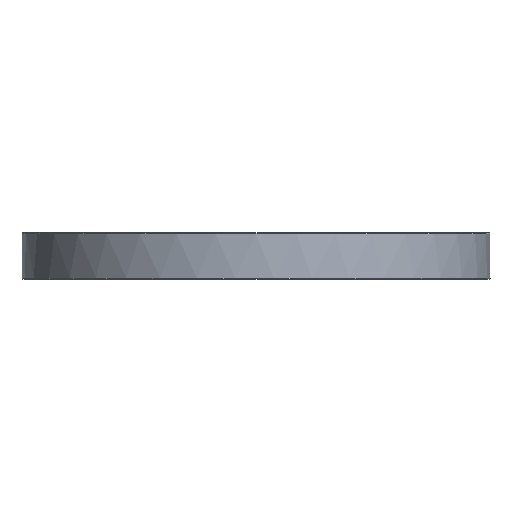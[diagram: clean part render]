
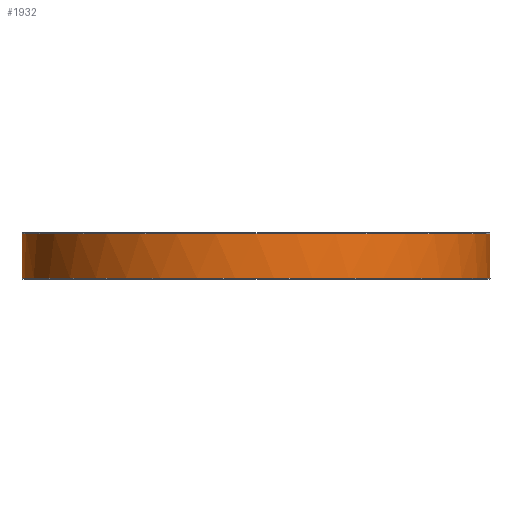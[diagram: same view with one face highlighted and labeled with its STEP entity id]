
A CAD part, front view. The second image highlights one B-rep face of the part: STEP entity #1932.
In plain terms, the highlighted cylindrical face has radius 126.5 mm (diameter 253 mm), a full revolution.
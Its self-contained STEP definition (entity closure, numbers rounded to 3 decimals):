
#1539=CARTESIAN_POINT('',(126.489,-1.658,24.5));
#1540=VERTEX_POINT('',#1539);
#1556=CARTESIAN_POINT('',(126.489,1.658,24.5));
#1557=VERTEX_POINT('',#1556);
#1558=CARTESIAN_POINT('',(126.489,1.658,24.5));
#1559=CARTESIAN_POINT('',(126.493,1.397,24.327));
#1560=CARTESIAN_POINT('',(126.496,1.103,24.192));
#1561=CARTESIAN_POINT('',(126.497,0.799,24.108));
#1562=CARTESIAN_POINT('',(126.499,0.592,24.051));
#1563=CARTESIAN_POINT('',(126.5,0.38,24.017));
#1564=CARTESIAN_POINT('',(126.5,0.173,24.005));
#1565=CARTESIAN_POINT('',(126.5,-0.003,23.995));
#1566=CARTESIAN_POINT('',(126.5,-0.175,24.));
#1567=CARTESIAN_POINT('',(126.5,-0.353,24.021));
#1568=CARTESIAN_POINT('',(126.498,-0.747,24.068));
#1569=CARTESIAN_POINT('',(126.495,-1.148,24.199));
#1570=CARTESIAN_POINT('',(126.491,-1.499,24.401));
#1571=CARTESIAN_POINT('',(126.49,-1.553,24.433));
#1572=CARTESIAN_POINT('',(126.49,-1.606,24.466));
#1573=CARTESIAN_POINT('',(126.489,-1.658,24.5));
#1574=B_SPLINE_CURVE_WITH_KNOTS('',3,(#1558,#1559,#1560,#1561,#1562,#1563,#1564,#1565,#1566,#1567,#1568,#1569,#1570,#1571,#1572,#1573),.UNSPECIFIED.,.F.,.U.,(4,3,3,3,3,4),(1.188,1.278,1.339,1.391,1.506,1.524),.UNSPECIFIED.);
#1575=EDGE_CURVE('',#1557,#1540,#1574,.T.);
#1760=CARTESIAN_POINT('',(-126.489,1.658,24.5));
#1761=VERTEX_POINT('',#1760);
#1762=CARTESIAN_POINT('',(0.0,0.0,24.5));
#1763=DIRECTION('',(0.0,0.0,1.0));
#1764=DIRECTION('',(-1.0,0.0,0.0));
#1765=AXIS2_PLACEMENT_3D('',#1762,#1763,#1764);
#1766=CIRCLE('',#1765,126.5);
#1767=EDGE_CURVE('',#1557,#1761,#1766,.T.);
#1795=CARTESIAN_POINT('',(-126.489,-1.658,24.5));
#1796=VERTEX_POINT('',#1795);
#1797=CARTESIAN_POINT('',(-126.489,-1.658,24.5));
#1798=CARTESIAN_POINT('',(-126.494,-1.323,24.278));
#1799=CARTESIAN_POINT('',(-126.497,-0.932,24.12));
#1800=CARTESIAN_POINT('',(-126.499,-0.538,24.049));
#1801=CARTESIAN_POINT('',(-126.5,-0.363,24.017));
#1802=CARTESIAN_POINT('',(-126.5,-0.188,24.001));
#1803=CARTESIAN_POINT('',(-126.5,-0.018,24.));
#1804=CARTESIAN_POINT('',(-126.5,0.156,23.999));
#1805=CARTESIAN_POINT('',(-126.5,0.334,24.013));
#1806=CARTESIAN_POINT('',(-126.499,0.513,24.044));
#1807=CARTESIAN_POINT('',(-126.497,0.916,24.114));
#1808=CARTESIAN_POINT('',(-126.494,1.316,24.273));
#1809=CARTESIAN_POINT('',(-126.489,1.658,24.5));
#1810=B_SPLINE_CURVE_WITH_KNOTS('',3,(#1797,#1798,#1799,#1800,#1801,#1802,#1803,#1804,#1805,#1806,#1807,#1808,#1809),.UNSPECIFIED.,.F.,.U.,(4,3,3,3,4),(0.284,0.399,0.45,0.502,0.62),.UNSPECIFIED.);
#1811=EDGE_CURVE('',#1796,#1761,#1810,.T.);
#1897=CARTESIAN_POINT('',(126.5,0.,0.5));
#1898=VERTEX_POINT('',#1897);
#1899=CARTESIAN_POINT('',(0.0,0.0,0.5));
#1900=DIRECTION('',(0.0,0.0,-1.0));
#1901=DIRECTION('',(-1.0,0.0,0.0));
#1902=AXIS2_PLACEMENT_3D('',#1899,#1900,#1901);
#1903=CIRCLE('',#1902,126.5);
#1904=EDGE_CURVE('',#1898,#1898,#1903,.T.);
#1912=CARTESIAN_POINT('',(0.0,0.0,0.0));
#1913=DIRECTION('',(0.0,0.0,1.0));
#1914=DIRECTION('',(-1.0,0.0,0.0));
#1915=AXIS2_PLACEMENT_3D('',#1912,#1913,#1914);
#1916=CYLINDRICAL_SURFACE('',#1915,126.5);
#1917=ORIENTED_EDGE('',*,*,#1575,.T.);
#1918=CARTESIAN_POINT('',(0.0,0.0,24.5));
#1919=DIRECTION('',(0.0,0.0,1.0));
#1920=DIRECTION('',(-1.0,0.0,0.0));
#1921=AXIS2_PLACEMENT_3D('',#1918,#1919,#1920);
#1922=CIRCLE('',#1921,126.5);
#1923=EDGE_CURVE('',#1796,#1540,#1922,.T.);
#1924=ORIENTED_EDGE('',*,*,#1923,.F.);
#1925=ORIENTED_EDGE('',*,*,#1811,.T.);
#1926=ORIENTED_EDGE('',*,*,#1767,.F.);
#1927=EDGE_LOOP('',(#1917,#1924,#1925,#1926));
#1928=FACE_OUTER_BOUND('',#1927,.T.);
#1929=ORIENTED_EDGE('',*,*,#1904,.F.);
#1930=EDGE_LOOP('',(#1929));
#1931=FACE_BOUND('',#1930,.T.);
#1932=ADVANCED_FACE('',(#1928,#1931),#1916,.T.);
